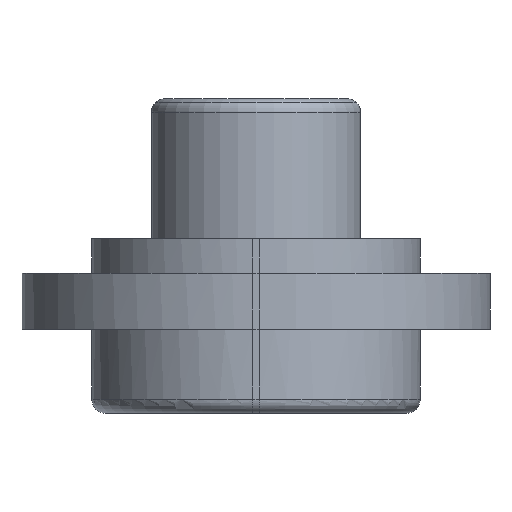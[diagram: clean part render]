
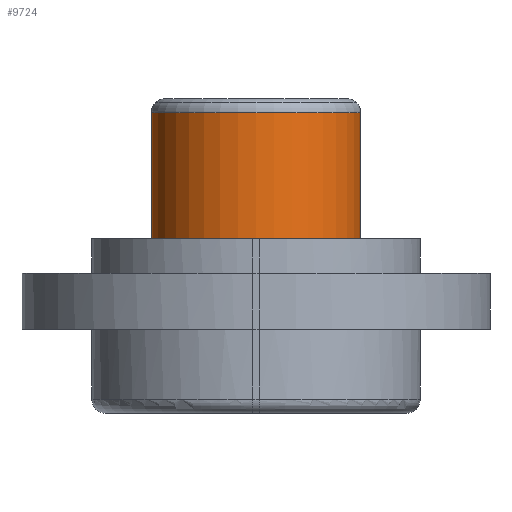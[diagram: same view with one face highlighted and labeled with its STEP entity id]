
A CAD part, left-side view. The second image highlights one B-rep face of the part: STEP entity #9724.
In plain terms, the highlighted cylindrical face has radius 1.5 mm (diameter 3 mm), a partial arc.
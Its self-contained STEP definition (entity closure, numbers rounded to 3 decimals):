
#104 = EDGE_LOOP ( 'NONE', ( #4708, #4392, #2004, #1088 ) ) ;
#283 = CIRCLE ( 'NONE', #8786, 1.5 ) ;
#519 = DIRECTION ( 'NONE',  ( 0., 1., 0. ) ) ;
#1076 = VERTEX_POINT ( 'NONE', #9052 ) ;
#1088 = ORIENTED_EDGE ( 'NONE', *, *, #2570, .T. ) ;
#1837 = DIRECTION ( 'NONE',  ( 0., -1., 0. ) ) ;
#1855 = DIRECTION ( 'NONE',  ( 0., 0., -1. ) ) ;
#1995 = CARTESIAN_POINT ( 'NONE',  ( -6.2, 0., 30.6 ) ) ;
#2004 = ORIENTED_EDGE ( 'NONE', *, *, #2579, .T. ) ;
#2566 = FACE_OUTER_BOUND ( 'NONE', #104, .T. ) ;
#2570 = EDGE_CURVE ( 'NONE', #6664, #3589, #9273, .T. ) ;
#2579 = EDGE_CURVE ( 'NONE', #1076, #6664, #6516, .T. ) ;
#2690 = EDGE_CURVE ( 'NONE', #3589, #5353, #8998, .T. ) ;
#2754 = DIRECTION ( 'NONE',  ( 0., 0., -1. ) ) ;
#3589 = VERTEX_POINT ( 'NONE', #7007 ) ;
#3886 = EDGE_CURVE ( 'NONE', #5353, #1076, #283, .T. ) ;
#4038 = VECTOR ( 'NONE', #2754, 1000. ) ;
#4392 = ORIENTED_EDGE ( 'NONE', *, *, #3886, .T. ) ;
#4511 = CARTESIAN_POINT ( 'NONE',  ( -6.2, -1.5, 30.6 ) ) ;
#4708 = ORIENTED_EDGE ( 'NONE', *, *, #2690, .T. ) ;
#4867 = DIRECTION ( 'NONE',  ( 0., -1., 0. ) ) ;
#5353 = VERTEX_POINT ( 'NONE', #8232 ) ;
#5602 = CARTESIAN_POINT ( 'NONE',  ( -6.2, 0., 34.3 ) ) ;
#5618 = CYLINDRICAL_SURFACE ( 'NONE', #7407, 1.5 ) ;
#6516 = LINE ( 'NONE', #9559, #4038 ) ;
#6639 = CARTESIAN_POINT ( 'NONE',  ( -6.2, 1.5, 30.6 ) ) ;
#6664 = VERTEX_POINT ( 'NONE', #6639 ) ;
#7007 = CARTESIAN_POINT ( 'NONE',  ( -6.2, -1.5, 30.6 ) ) ;
#7266 = DIRECTION ( 'NONE',  ( 0., 0., 1. ) ) ;
#7407 = AXIS2_PLACEMENT_3D ( 'NONE', #8616, #1855, #4867 ) ;
#7527 = DIRECTION ( 'NONE',  ( 0., 0., 1. ) ) ;
#7831 = VECTOR ( 'NONE', #7527, 1000. ) ;
#8232 = CARTESIAN_POINT ( 'NONE',  ( -6.2, -1.5, 34.3 ) ) ;
#8335 = AXIS2_PLACEMENT_3D ( 'NONE', #1995, #7266, #519 ) ;
#8598 = DIRECTION ( 'NONE',  ( 0., 0., -1. ) ) ;
#8616 = CARTESIAN_POINT ( 'NONE',  ( -6.2, 0., 34.374 ) ) ;
#8786 = AXIS2_PLACEMENT_3D ( 'NONE', #5602, #8598, #1837 ) ;
#8998 = LINE ( 'NONE', #4511, #7831 ) ;
#9052 = CARTESIAN_POINT ( 'NONE',  ( -6.2, 1.5, 34.3 ) ) ;
#9273 = CIRCLE ( 'NONE', #8335, 1.5 ) ;
#9559 = CARTESIAN_POINT ( 'NONE',  ( -6.2, 1.5, 34.3 ) ) ;
#9724 = ADVANCED_FACE ( 'NONE', ( #2566 ), #5618, .T. ) ;
